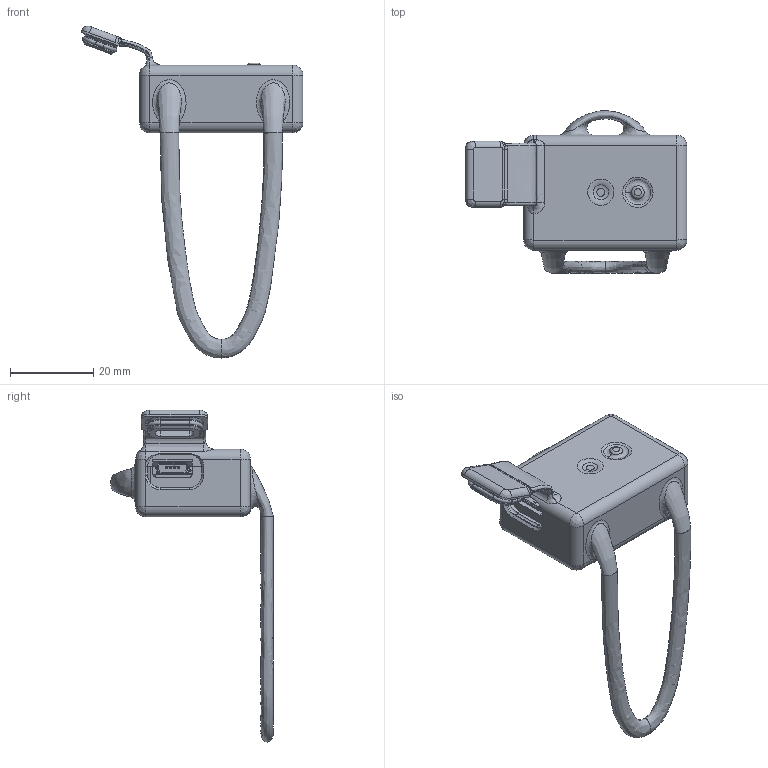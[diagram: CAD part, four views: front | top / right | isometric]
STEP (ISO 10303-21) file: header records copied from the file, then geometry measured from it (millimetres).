
FILE_DESCRIPTION(/* description */ (''),/* implementation_level */ '2;1');
FILE_NAME(/* name */ 'silicone model v18.step',/* time_stamp */ '2019-10-22T12:47:11+03:00',/* author */ (''),/* organization */ (''),/* preprocessor_version */ 'ST-DEVELOPER v18',/* originating_system */ 'Autodesk Translation Framework v8.6.0.1094',/* authorisation */ '');
FILE_SCHEMA (('AUTOMOTIVE_DESIGN { 1 0 10303 214 3 1 1 }'));
Products named in the file (47): silicone model; accumulator v12; Rear_Light_v1; R_0603_1608Metric; LED_3528Metric_WL-SMTW_Dome-30; COMPOUND; USB_Micro-B_Molex_47346-0001; SOLID (1); SW_SPST_KAN3742-035B020_v1; COMPOUND (1); HTSOP-8-1EP_3.9x4.9mm_Pitch1; SOLID (2); LGA-12_2x2mm_P0; SOLID (3); C_0603_1608Metric; C_0603_1608Metric_1; C_0603_1608Metric_2; C_0603_1608Metric_3; C_0603_1608Metric_4; C_0603_1608Metric_5; SOLID (4); LED_0603_1608Metric; LED_0603_1608Metric_1; SOLID (5); D_SOD-323; SOLID (6); SOT-23; SOT-23_1; R_0603_1608Metric_1; R_0603_1608Metric_2; R_0603_1608Metric_3; R_0603_1608Metric_4; R_0603_1608Metric_5; R_0603_1608Metric_6; R_0603_1608Metric_7; R_0603_1608Metric_8; R_0603_1608Metric_9; R_0603_1608Metric_10; QFN-20-1EP_3x3mm_P0.45mm_EP1.6x1; SOLID (8) ...
Assembly tree (65 placements, depth 4):
  silicone model
    accumulator v12
    Rear_Light_v1
      R_0603_1608Metric
        SOLID
      LED_3528Metric_WL-SMTW_Dome-30
        COMPOUND
      USB_Micro-B_Molex_47346-0001
        SOLID (1)
      SW_SPST_KAN3742-035B020_v1
        COMPOUND (1)
      HTSOP-8-1EP_3.9x4.9mm_Pitch1
        SOLID (2)
      LGA-12_2x2mm_P0
        SOLID (3)
      C_0603_1608Metric
        SOLID (4)
      C_0603_1608Metric_1
        SOLID (4)
      C_0603_1608Metric_2
        SOLID (4)
      C_0603_1608Metric_3
        SOLID (4)
      C_0603_1608Metric_4
        SOLID (4)
      C_0603_1608Metric_5
        SOLID (4)
      LED_0603_1608Metric
        SOLID (5)
      LED_0603_1608Metric_1
        SOLID (5)
      D_SOD-323
        SOLID (6)
      SOT-23
        SOLID (7)
      SOT-23_1
        SOLID (7)
      R_0603_1608Metric_1
        SOLID
      R_0603_1608Metric_2
        SOLID
      R_0603_1608Metric_3
        SOLID
      R_0603_1608Metric_4
        SOLID
      R_0603_1608Metric_5
        SOLID
      R_0603_1608Metric_6
        SOLID
      R_0603_1608Metric_7
        SOLID
      R_0603_1608Metric_8
        SOLID
      R_0603_1608Metric_9
        SOLID
      R_0603_1608Metric_10
        SOLID
      QFN-20-1EP_3x3mm_P0.45mm_EP1.6x1
        SOLID (8)
      SOT-23_2
Bounding box: 53.48 x 39.2 x 79.98 mm (x, y, z)
Volume: 18223.5 mm3; surface area: 18036.1 mm2
Topology: 50 solids, 50 shells, 2346 faces, 6180 edges, 3930 vertices
Faces by surface type: plane 1674, cylinder 552, bspline 78, sphere 16, cone 15, torus 11
Full cylindrical faces by diameter (mm): 0.2 x2, 0.35 x1, 0.5 x2, 0.6 x1, 2 x1, 2.4 x1, 2.697 x1, 3 x7, 7.5 x1
Entity records: 66217 total; most frequent: CARTESIAN_POINT 20752, ORIENTED_EDGE 9126, DIRECTION 8838, EDGE_CURVE 4563, LINE 3532, VECTOR 3532, VERTEX_POINT 2908, AXIS2_PLACEMENT_3D 2653
